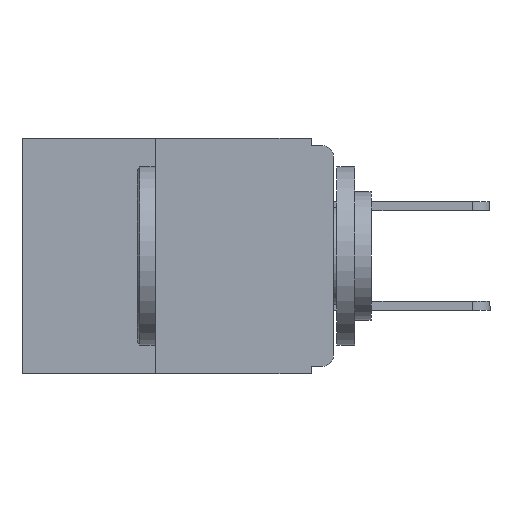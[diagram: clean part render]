
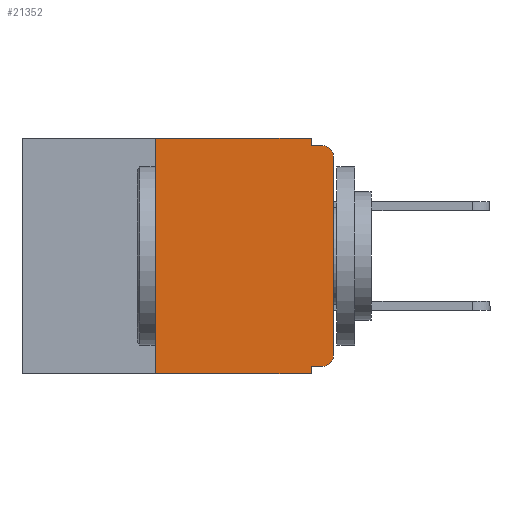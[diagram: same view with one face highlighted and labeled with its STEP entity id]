
A CAD part, left-side view. The second image highlights one B-rep face of the part: STEP entity #21352.
In plain terms, the highlighted planar face has unit normal (-1, 0, 0).
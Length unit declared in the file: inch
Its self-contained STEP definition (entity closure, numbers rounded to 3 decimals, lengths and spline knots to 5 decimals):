
#226 = DIRECTION ( 'NONE',  ( 0., -1., 0. ) ) ;
#284 = AXIS2_PLACEMENT_3D ( 'NONE', #13713, #8493, #16318 ) ;
#335 = VERTEX_POINT ( 'NONE', #22968 ) ;
#1189 = VERTEX_POINT ( 'NONE', #18440 ) ;
#1201 = EDGE_CURVE ( 'NONE', #2833, #5855, #10295, .T. ) ;
#2231 = VERTEX_POINT ( 'NONE', #18593 ) ;
#2349 = EDGE_LOOP ( 'NONE', ( #5126, #5895, #7676, #9006, #4789, #16759, #12251, #23709, #6358, #14171 ) ) ;
#2833 = VERTEX_POINT ( 'NONE', #9607 ) ;
#2858 = CARTESIAN_POINT ( 'NONE',  ( 0., 0.031, -0.33 ) ) ;
#2940 = VECTOR ( 'NONE', #5186, 39.37008 ) ;
#3518 = CIRCLE ( 'NONE', #13102, 0.015 ) ;
#3889 = EDGE_CURVE ( 'NONE', #23816, #6934, #3518, .T. ) ;
#4278 = VERTEX_POINT ( 'NONE', #9947 ) ;
#4789 = ORIENTED_EDGE ( 'NONE', *, *, #9477, .F. ) ;
#5101 = AXIS2_PLACEMENT_3D ( 'NONE', #6973, #19682, #8849 ) ;
#5126 = ORIENTED_EDGE ( 'NONE', *, *, #21015, .T. ) ;
#5186 = DIRECTION ( 'NONE',  ( 0., -1., 0. ) ) ;
#5210 = CARTESIAN_POINT ( 'NONE',  ( 0., 0.437, -0.33 ) ) ;
#5218 = CARTESIAN_POINT ( 'NONE',  ( 0., 0.015, -0.01 ) ) ;
#5441 = EDGE_CURVE ( 'NONE', #1189, #8106, #20631, .T. ) ;
#5490 = DIRECTION ( 'NONE',  ( 0., 1., 0. ) ) ;
#5759 = VECTOR ( 'NONE', #5490, 39.37008 ) ;
#5855 = VERTEX_POINT ( 'NONE', #13689 ) ;
#5895 = ORIENTED_EDGE ( 'NONE', *, *, #3889, .T. ) ;
#5905 = LINE ( 'NONE', #20443, #10303 ) ;
#5949 = CARTESIAN_POINT ( 'NONE',  ( 0., 0., -0.025 ) ) ;
#6027 = CARTESIAN_POINT ( 'NONE',  ( 0., 0., -0.32 ) ) ;
#6358 = ORIENTED_EDGE ( 'NONE', *, *, #7709, .F. ) ;
#6934 = VERTEX_POINT ( 'NONE', #5218 ) ;
#6973 = CARTESIAN_POINT ( 'NONE',  ( 0., 0.437, 0. ) ) ;
#7446 = LINE ( 'NONE', #5210, #2940 ) ;
#7676 = ORIENTED_EDGE ( 'NONE', *, *, #13850, .F. ) ;
#7709 = EDGE_CURVE ( 'NONE', #2833, #1189, #10174, .T. ) ;
#7776 = DIRECTION ( 'NONE',  ( 0., 0., 1. ) ) ;
#8106 = VERTEX_POINT ( 'NONE', #2858 ) ;
#8168 = CARTESIAN_POINT ( 'NONE',  ( 0., 0.031, -0.01 ) ) ;
#8493 = DIRECTION ( 'NONE',  ( -1., 0., 0. ) ) ;
#8849 = DIRECTION ( 'NONE',  ( 0., 0., -1. ) ) ;
#9006 = ORIENTED_EDGE ( 'NONE', *, *, #12946, .F. ) ;
#9477 = EDGE_CURVE ( 'NONE', #335, #4278, #18886, .T. ) ;
#9607 = CARTESIAN_POINT ( 'NONE',  ( 0., 0.015, -0.32 ) ) ;
#9947 = CARTESIAN_POINT ( 'NONE',  ( 0., 0.031, 0. ) ) ;
#10174 = LINE ( 'NONE', #6027, #5759 ) ;
#10295 = CIRCLE ( 'NONE', #284, 0.015 ) ;
#10303 = VECTOR ( 'NONE', #7776, 39.37008 ) ;
#10467 = EDGE_CURVE ( 'NONE', #2231, #8106, #7446, .T. ) ;
#10517 = VECTOR ( 'NONE', #12977, 39.37008 ) ;
#11709 = EDGE_CURVE ( 'NONE', #2231, #335, #5905, .T. ) ;
#11854 = VERTEX_POINT ( 'NONE', #8168 ) ;
#12015 = CARTESIAN_POINT ( 'NONE',  ( 0., 0.031, -0.33 ) ) ;
#12141 = CARTESIAN_POINT ( 'NONE',  ( 0., 0.437, 0. ) ) ;
#12251 = ORIENTED_EDGE ( 'NONE', *, *, #10467, .T. ) ;
#12289 = LINE ( 'NONE', #14777, #21211 ) ;
#12522 = VECTOR ( 'NONE', #22008, 39.37008 ) ;
#12946 = EDGE_CURVE ( 'NONE', #4278, #11854, #17307, .T. ) ;
#12977 = DIRECTION ( 'NONE',  ( 0., 0., -1. ) ) ;
#13061 = DIRECTION ( 'NONE',  ( 0., 0., 1. ) ) ;
#13102 = AXIS2_PLACEMENT_3D ( 'NONE', #16286, #16263, #16235 ) ;
#13105 = DIRECTION ( 'NONE',  ( 0., -1., 0. ) ) ;
#13689 = CARTESIAN_POINT ( 'NONE',  ( 0., 0., -0.305 ) ) ;
#13713 = CARTESIAN_POINT ( 'NONE',  ( 0., 0.015, -0.305 ) ) ;
#13850 = EDGE_CURVE ( 'NONE', #11854, #6934, #18665, .T. ) ;
#13868 = VECTOR ( 'NONE', #226, 39.37008 ) ;
#14093 = VECTOR ( 'NONE', #13105, 39.37008 ) ;
#14171 = ORIENTED_EDGE ( 'NONE', *, *, #1201, .T. ) ;
#14777 = CARTESIAN_POINT ( 'NONE',  ( 0., 0., 0. ) ) ;
#15237 = CARTESIAN_POINT ( 'NONE',  ( 0., 0., -0.01 ) ) ;
#16089 = PLANE ( 'NONE',  #5101 ) ;
#16235 = DIRECTION ( 'NONE',  ( 0., 0., -1. ) ) ;
#16263 = DIRECTION ( 'NONE',  ( -1., 0., 0. ) ) ;
#16286 = CARTESIAN_POINT ( 'NONE',  ( 0., 0.015, -0.025 ) ) ;
#16318 = DIRECTION ( 'NONE',  ( 0., 0., -1. ) ) ;
#16759 = ORIENTED_EDGE ( 'NONE', *, *, #11709, .F. ) ;
#17307 = LINE ( 'NONE', #20236, #12522 ) ;
#18440 = CARTESIAN_POINT ( 'NONE',  ( 0., 0.031, -0.32 ) ) ;
#18518 = FACE_OUTER_BOUND ( 'NONE', #2349, .T. ) ;
#18593 = CARTESIAN_POINT ( 'NONE',  ( 0., 0.25, -0.33 ) ) ;
#18665 = LINE ( 'NONE', #15237, #13868 ) ;
#18886 = LINE ( 'NONE', #12141, #14093 ) ;
#19682 = DIRECTION ( 'NONE',  ( 1., 0., 0. ) ) ;
#20236 = CARTESIAN_POINT ( 'NONE',  ( 0., 0.031, 0. ) ) ;
#20443 = CARTESIAN_POINT ( 'NONE',  ( 0., 0.25, -0.33 ) ) ;
#20631 = LINE ( 'NONE', #12015, #10517 ) ;
#21015 = EDGE_CURVE ( 'NONE', #5855, #23816, #12289, .T. ) ;
#21211 = VECTOR ( 'NONE', #13061, 39.37008 ) ;
#21352 = ADVANCED_FACE ( 'NONE', ( #18518 ), #16089, .F. ) ;
#22008 = DIRECTION ( 'NONE',  ( 0., 0., -1. ) ) ;
#22968 = CARTESIAN_POINT ( 'NONE',  ( 0., 0.25, 0. ) ) ;
#23709 = ORIENTED_EDGE ( 'NONE', *, *, #5441, .F. ) ;
#23816 = VERTEX_POINT ( 'NONE', #5949 ) ;
